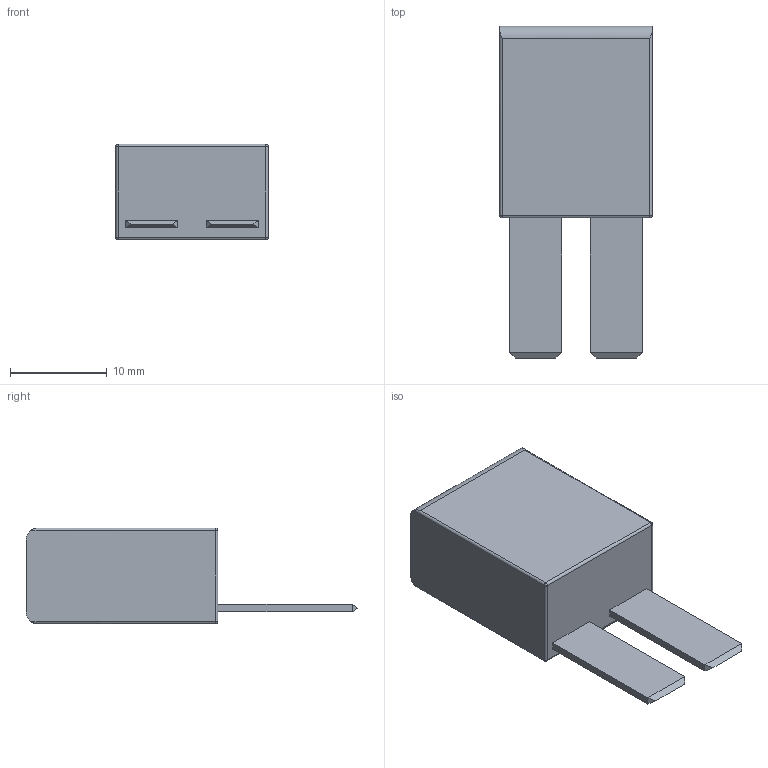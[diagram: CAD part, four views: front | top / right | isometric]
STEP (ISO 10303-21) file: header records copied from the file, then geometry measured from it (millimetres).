
FILE_DESCRIPTION (( 'STEP AP214' ), '1' );
FILE_NAME ('CircuitBreaker_30A.step', '2018-12-19T16:54:14', ( '' ), ( '' ), 'SwSTEP 2.0', 'SolidWorks 2018', '' );
FILE_SCHEMA (( 'AUTOMOTIVE_DESIGN' ));
Length unit declared in the file: inch
Products named in the file (1): CircuitBreaker_30A
Bounding box: 15.75 x 34.29 x 9.91 mm (x, y, z)
Volume: 3198.2 mm3; surface area: 1645.7 mm2
Topology: 1 solids, 1 shells, 224 faces, 584 edges, 380 vertices
Faces by surface type: plane 146, bspline 64, cylinder 10, sphere 4
Entity records: 13020 total; most frequent: CARTESIAN_POINT 5237, ORIENTED_EDGE 1160, DIRECTION 786, EDGE_CURVE 580, VECTOR 432, LINE 432, VERTEX_POINT 380, EDGE_LOOP 246
